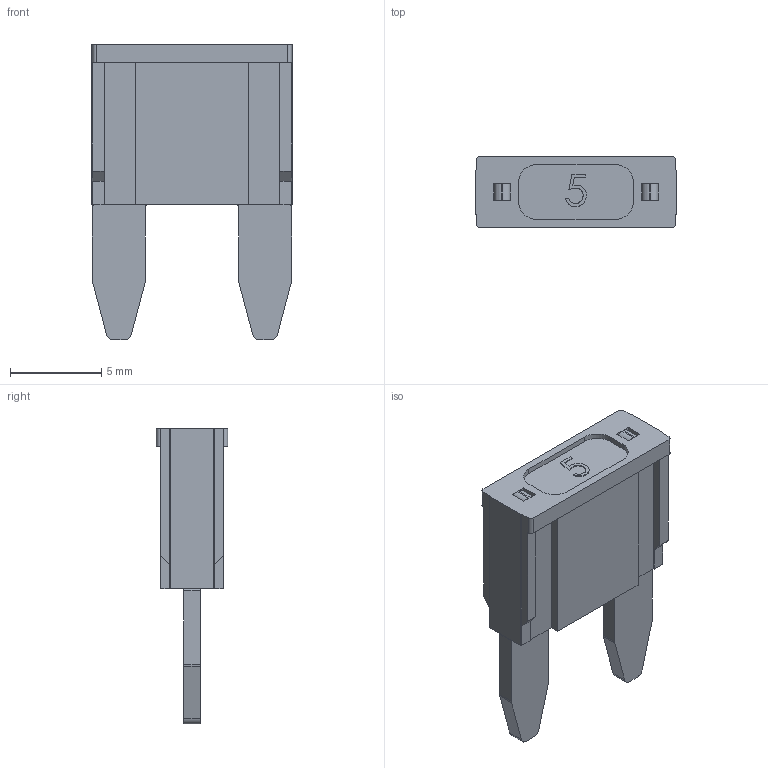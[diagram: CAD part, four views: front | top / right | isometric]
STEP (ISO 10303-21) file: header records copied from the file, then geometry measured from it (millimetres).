
FILE_DESCRIPTION(/* description */ (''),/* implementation_level */ '2;1');
FILE_NAME(/* name */ 'Grab - fuse /Fuse - mini 5A.step',/* time_stamp */ '2021-11-11T12:43:37+01:00',/* author */ (''),/* organization */ (''),/* preprocessor_version */ 'ST-DEVELOPER v18.1',/* originating_system */ 'Autodesk Translation Framework v10.10.0.1391',/* authorisation */ '');
FILE_SCHEMA (('AUTOMOTIVE_DESIGN { 1 0 10303 214 3 1 1 }'));
Length unit declared in the file: millimetre
Products named in the file (1): Pojistka - mini 5A
Bounding box: 11 x 3.9 x 16.2 mm (x, y, z)
Volume: 254.7 mm3; surface area: 801 mm2
Topology: 2 solids, 2 shells, 163 faces, 470 edges, 312 vertices
Faces by surface type: plane 111, cylinder 38, bspline 14
Entity records: 5502 total; most frequent: CARTESIAN_POINT 1184, ORIENTED_EDGE 940, DIRECTION 818, EDGE_CURVE 470, LINE 366, VECTOR 366, VERTEX_POINT 312, AXIS2_PLACEMENT_3D 226
